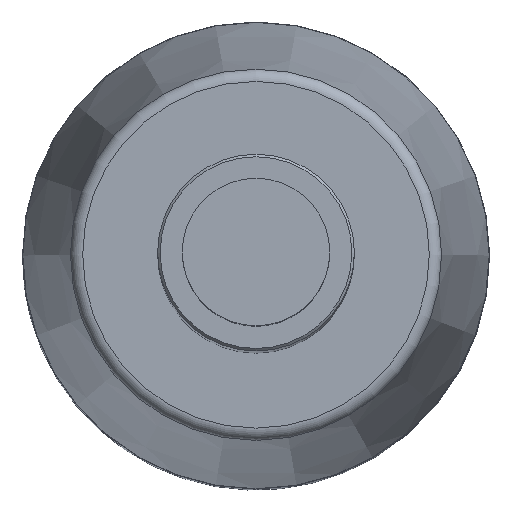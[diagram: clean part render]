
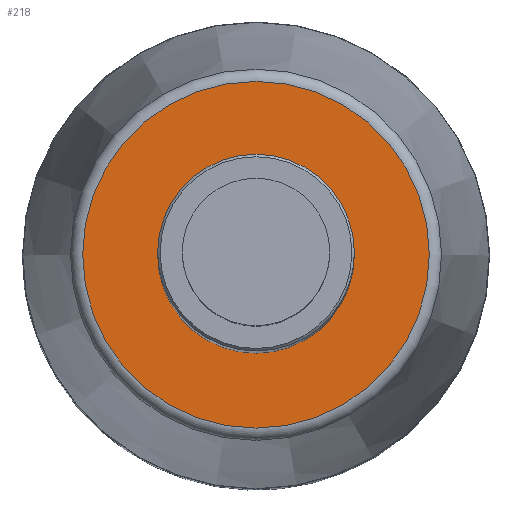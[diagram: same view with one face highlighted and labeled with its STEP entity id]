
A CAD part, top view. The second image highlights one B-rep face of the part: STEP entity #218.
In plain terms, the highlighted planar face has unit normal (0, 0, 1).
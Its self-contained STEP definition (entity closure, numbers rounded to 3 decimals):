
#32=PLANE('',#243);
#44=FACE_BOUND('',#80,.T.);
#58=FACE_OUTER_BOUND('',#79,.T.);
#79=EDGE_LOOP('',(#165));
#80=EDGE_LOOP('',(#166));
#109=CIRCLE('',#240,3.5);
#111=CIRCLE('',#244,7.05);
#125=VERTEX_POINT('',#355);
#127=VERTEX_POINT('',#361);
#143=EDGE_CURVE('',#125,#125,#109,.T.);
#145=EDGE_CURVE('',#127,#127,#111,.T.);
#165=ORIENTED_EDGE('',*,*,#145,.F.);
#166=ORIENTED_EDGE('',*,*,#143,.F.);
#218=ADVANCED_FACE('',(#58,#44),#32,.F.);
#240=AXIS2_PLACEMENT_3D('',#356,#281,#282);
#243=AXIS2_PLACEMENT_3D('',#360,#287,#288);
#244=AXIS2_PLACEMENT_3D('',#362,#289,#290);
#281=DIRECTION('center_axis',(0.,0.,1.));
#282=DIRECTION('ref_axis',(-1.,0.,0.));
#287=DIRECTION('center_axis',(0.,0.,-1.));
#288=DIRECTION('ref_axis',(-1.,0.,0.));
#289=DIRECTION('center_axis',(0.,0.,-1.));
#290=DIRECTION('ref_axis',(1.,0.,0.));
#355=CARTESIAN_POINT('',(3.5,0.,0.));
#356=CARTESIAN_POINT('Origin',(0.,0.,0.));
#360=CARTESIAN_POINT('Origin',(0.,0.,0.));
#361=CARTESIAN_POINT('',(-7.05,0.,0.));
#362=CARTESIAN_POINT('Origin',(0.,0.,0.));
